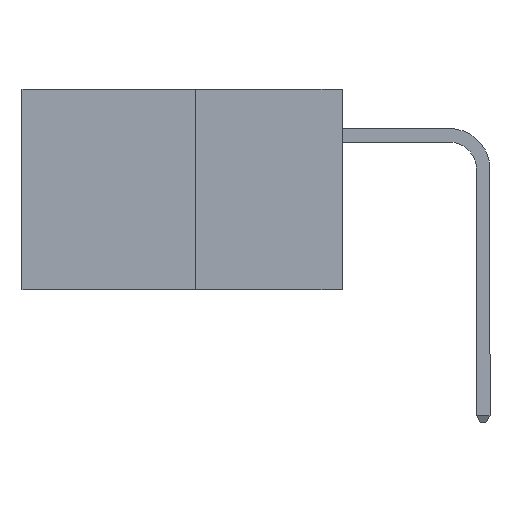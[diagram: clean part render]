
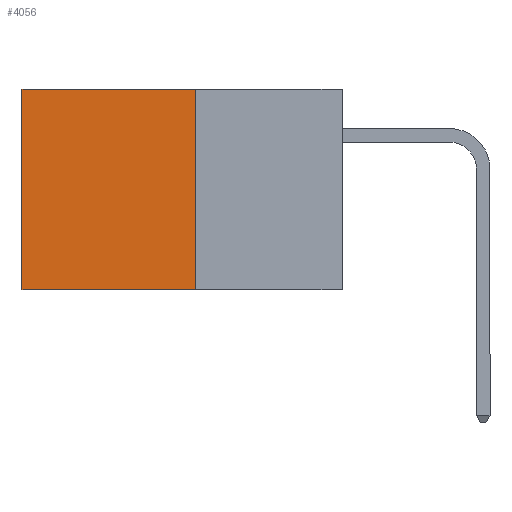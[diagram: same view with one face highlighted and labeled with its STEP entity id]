
A CAD part, left-side view. The second image highlights one B-rep face of the part: STEP entity #4056.
In plain terms, the highlighted planar face has unit normal (-1, 0, 0).
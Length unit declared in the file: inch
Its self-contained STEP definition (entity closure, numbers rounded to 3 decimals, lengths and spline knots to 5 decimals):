
#199 = ORIENTED_EDGE ( 'NONE', *, *, #3465, .T. ) ;
#285 = DIRECTION ( 'NONE',  ( 0., 0., -1. ) ) ;
#305 = DIRECTION ( 'NONE',  ( 1., 0., 0. ) ) ;
#317 = CARTESIAN_POINT ( 'NONE',  ( 0.277, 0.27, -0.37 ) ) ;
#2096 = VERTEX_POINT ( 'NONE', #7564 ) ;
#2881 = FACE_OUTER_BOUND ( 'NONE', #24375, .T. ) ;
#3037 = CARTESIAN_POINT ( 'NONE',  ( 0.277, 0.59, -0.37 ) ) ;
#3104 = CARTESIAN_POINT ( 'NONE',  ( 0.277, 0.59, -0.37 ) ) ;
#3465 = EDGE_CURVE ( 'NONE', #10377, #2096, #12395, .T. ) ;
#3792 = ORIENTED_EDGE ( 'NONE', *, *, #5092, .F. ) ;
#4056 = ADVANCED_FACE ( 'NONE', ( #2881 ), #8537, .F. ) ;
#4957 = DIRECTION ( 'NONE',  ( 0., 0., -1. ) ) ;
#5092 = EDGE_CURVE ( 'NONE', #15440, #8726, #13995, .T. ) ;
#6838 = VECTOR ( 'NONE', #20545, 39.37008 ) ;
#7564 = CARTESIAN_POINT ( 'NONE',  ( 0.277, 0.59, 0. ) ) ;
#8306 = DIRECTION ( 'NONE',  ( 0., 1., 0. ) ) ;
#8537 = PLANE ( 'NONE',  #25320 ) ;
#8726 = VERTEX_POINT ( 'NONE', #3037 ) ;
#8827 = CARTESIAN_POINT ( 'NONE',  ( 0.277, 0.27, 0. ) ) ;
#10013 = VECTOR ( 'NONE', #4957, 39.37008 ) ;
#10377 = VERTEX_POINT ( 'NONE', #8827 ) ;
#11746 = ORIENTED_EDGE ( 'NONE', *, *, #16075, .T. ) ;
#12395 = LINE ( 'NONE', #21333, #6838 ) ;
#13560 = DIRECTION ( 'NONE',  ( 0., 0., -1. ) ) ;
#13995 = LINE ( 'NONE', #15303, #23606 ) ;
#15303 = CARTESIAN_POINT ( 'NONE',  ( 0.277, 0.27, -0.37 ) ) ;
#15440 = VERTEX_POINT ( 'NONE', #21778 ) ;
#16075 = EDGE_CURVE ( 'NONE', #2096, #8726, #18539, .T. ) ;
#17898 = VECTOR ( 'NONE', #13560, 39.37008 ) ;
#18539 = LINE ( 'NONE', #3104, #17898 ) ;
#19349 = EDGE_CURVE ( 'NONE', #10377, #15440, #21644, .T. ) ;
#20545 = DIRECTION ( 'NONE',  ( 0., 1., 0. ) ) ;
#21333 = CARTESIAN_POINT ( 'NONE',  ( 0.277, 0.27, 0. ) ) ;
#21508 = CARTESIAN_POINT ( 'NONE',  ( 0.277, 0.27, -0.37 ) ) ;
#21644 = LINE ( 'NONE', #21508, #10013 ) ;
#21778 = CARTESIAN_POINT ( 'NONE',  ( 0.277, 0.27, -0.37 ) ) ;
#23606 = VECTOR ( 'NONE', #8306, 39.37008 ) ;
#24375 = EDGE_LOOP ( 'NONE', ( #11746, #3792, #24904, #199 ) ) ;
#24904 = ORIENTED_EDGE ( 'NONE', *, *, #19349, .F. ) ;
#25320 = AXIS2_PLACEMENT_3D ( 'NONE', #317, #305, #285 ) ;
